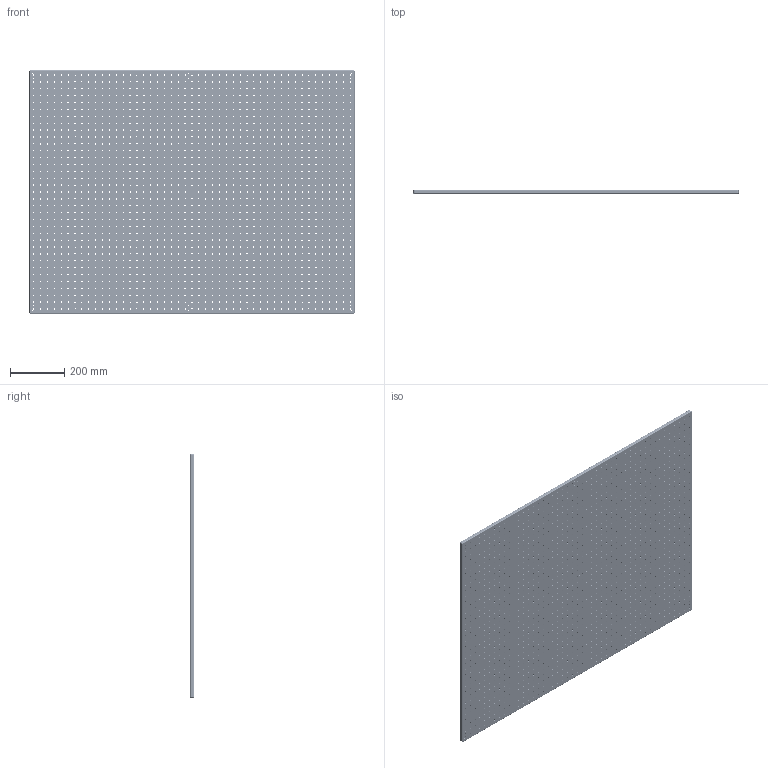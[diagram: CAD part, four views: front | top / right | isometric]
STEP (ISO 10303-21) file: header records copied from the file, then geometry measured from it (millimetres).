
FILE_DESCRIPTION (( 'STEP AP203' ), '1' );
FILE_NAME ('BR0912-1.STEP', '2021-12-22T09:14:09', ( '' ), ( '' ), 'SwSTEP 2.0', 'SolidWorks 2021', '' );
FILE_SCHEMA (( 'CONFIG_CONTROL_DESIGN' ));
Length unit declared in the file: millimetre
Products named in the file (1): BR0912-1
Bounding box: 1200 x 13 x 900 mm (x, y, z)
Volume: 13591746.6 mm3; surface area: 2484949.2 mm2
Topology: 1 solids, 1 shells, 3360 faces, 10040 edges, 6688 vertices
Faces by surface type: cylinder 3340, plane 12, torus 8
Entity records: 123953 total; most frequent: DIRECTION 23450, CARTESIAN_POINT 20089, ORIENTED_EDGE 20080, AXIS2_PLACEMENT_3D 10049, EDGE_CURVE 10040, VERTEX_POINT 6688, CIRCLE 6688, EDGE_LOOP 6682
